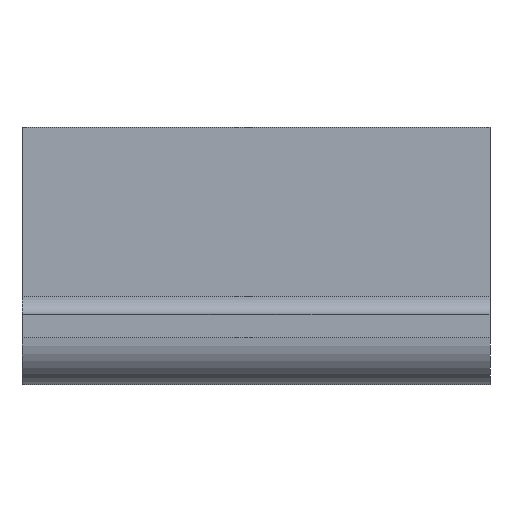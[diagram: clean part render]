
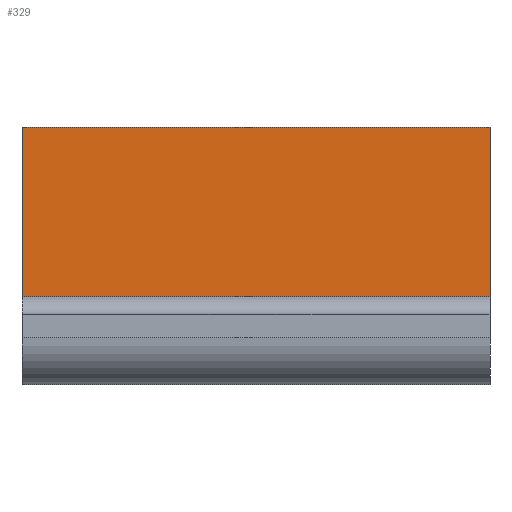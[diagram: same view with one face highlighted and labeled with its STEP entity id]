
A CAD part, front view. The second image highlights one B-rep face of the part: STEP entity #329.
In plain terms, the highlighted planar face has unit normal (0, -1, 0).
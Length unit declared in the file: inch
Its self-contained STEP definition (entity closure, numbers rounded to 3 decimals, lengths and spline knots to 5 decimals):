
#9 = LINE ( 'NONE', #404, #54 ) ;
#11 = CARTESIAN_POINT ( 'NONE',  ( -0.7874, 0.7874, 0.62992 ) ) ;
#39 = EDGE_CURVE ( 'NONE', #52, #122, #323, .T. ) ;
#52 = VERTEX_POINT ( 'NONE', #655 ) ;
#54 = VECTOR ( 'NONE', #529, 39.37008 ) ;
#87 = DIRECTION ( 'NONE',  ( 0., 1., 0. ) ) ;
#91 = VECTOR ( 'NONE', #246, 39.37008 ) ;
#100 = AXIS2_PLACEMENT_3D ( 'NONE', #589, #87, #401 ) ;
#122 = VERTEX_POINT ( 'NONE', #386 ) ;
#145 = PLANE ( 'NONE',  #100 ) ;
#156 = CARTESIAN_POINT ( 'NONE',  ( -0.7874, 0.7874, 0.05906 ) ) ;
#183 = ORIENTED_EDGE ( 'NONE', *, *, #39, .F. ) ;
#241 = DIRECTION ( 'NONE',  ( -1., 0., 0. ) ) ;
#246 = DIRECTION ( 'NONE',  ( -1., 0., 0. ) ) ;
#288 = VECTOR ( 'NONE', #724, 39.37008 ) ;
#294 = EDGE_CURVE ( 'NONE', #449, #811, #9, .T. ) ;
#316 = LINE ( 'NONE', #631, #676 ) ;
#323 = LINE ( 'NONE', #575, #288 ) ;
#329 = ADVANCED_FACE ( 'NONE', ( #397 ), #145, .F. ) ;
#348 = ORIENTED_EDGE ( 'NONE', *, *, #629, .F. ) ;
#382 = EDGE_LOOP ( 'NONE', ( #348, #183, #741, #640 ) ) ;
#386 = CARTESIAN_POINT ( 'NONE',  ( 0.7874, 0.7874, 0.05906 ) ) ;
#397 = FACE_OUTER_BOUND ( 'NONE', #382, .T. ) ;
#401 = DIRECTION ( 'NONE',  ( 0., 0., 1. ) ) ;
#404 = CARTESIAN_POINT ( 'NONE',  ( -0.7874, 0.7874, 0.3937 ) ) ;
#449 = VERTEX_POINT ( 'NONE', #156 ) ;
#529 = DIRECTION ( 'NONE',  ( 0., 0., 1. ) ) ;
#575 = CARTESIAN_POINT ( 'NONE',  ( 0.7874, 0.7874, 0. ) ) ;
#589 = CARTESIAN_POINT ( 'NONE',  ( 0.7874, 0.7874, 0. ) ) ;
#629 = EDGE_CURVE ( 'NONE', #122, #449, #316, .T. ) ;
#631 = CARTESIAN_POINT ( 'NONE',  ( 0.7874, 0.7874, 0.05906 ) ) ;
#640 = ORIENTED_EDGE ( 'NONE', *, *, #294, .F. ) ;
#655 = CARTESIAN_POINT ( 'NONE',  ( 0.7874, 0.7874, 0.62992 ) ) ;
#669 = EDGE_CURVE ( 'NONE', #52, #811, #835, .T. ) ;
#676 = VECTOR ( 'NONE', #241, 39.37008 ) ;
#724 = DIRECTION ( 'NONE',  ( 0., 0., -1. ) ) ;
#741 = ORIENTED_EDGE ( 'NONE', *, *, #669, .T. ) ;
#811 = VERTEX_POINT ( 'NONE', #11 ) ;
#835 = LINE ( 'NONE', #839, #91 ) ;
#839 = CARTESIAN_POINT ( 'NONE',  ( 0.7874, 0.7874, 0.62992 ) ) ;
